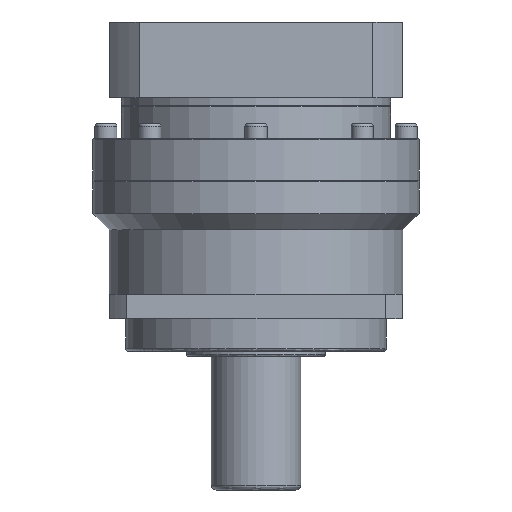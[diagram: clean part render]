
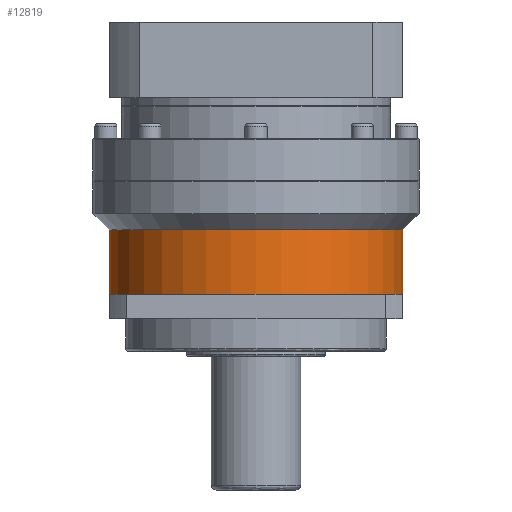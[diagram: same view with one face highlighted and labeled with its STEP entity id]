
A CAD part, front view. The second image highlights one B-rep face of the part: STEP entity #12819.
In plain terms, the highlighted cylindrical face has radius 90 mm (diameter 180 mm), a partial arc.
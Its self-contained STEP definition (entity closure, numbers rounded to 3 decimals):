
#74 = CARTESIAN_POINT ( 'NONE',  ( 0., 0., 120. ) ) ;
#343 = AXIS2_PLACEMENT_3D ( 'NONE', #9012, #8947, #8967 ) ;
#992 = LINE ( 'NONE', #6548, #8812 ) ;
#1057 = DIRECTION ( 'NONE',  ( 1., 0., 0. ) ) ;
#1384 = CARTESIAN_POINT ( 'NONE',  ( -90., 0., 120. ) ) ;
#1435 = DIRECTION ( 'NONE',  ( 0., 0., 1. ) ) ;
#1511 = DIRECTION ( 'NONE',  ( 0., 0., 1. ) ) ;
#1587 = VERTEX_POINT ( 'NONE', #3976 ) ;
#2059 = VERTEX_POINT ( 'NONE', #12286 ) ;
#2387 = AXIS2_PLACEMENT_3D ( 'NONE', #12414, #12370, #12324 ) ;
#2770 = ORIENTED_EDGE ( 'NONE', *, *, #4896, .F. ) ;
#2919 = CARTESIAN_POINT ( 'NONE',  ( -90., 0., 159.5 ) ) ;
#3066 = ORIENTED_EDGE ( 'NONE', *, *, #10538, .T. ) ;
#3327 = FACE_OUTER_BOUND ( 'NONE', #3678, .T. ) ;
#3678 = EDGE_LOOP ( 'NONE', ( #2770, #4976, #5509, #3066, #11868 ) ) ;
#3976 = CARTESIAN_POINT ( 'NONE',  ( 0., -90., 120. ) ) ;
#4470 = VERTEX_POINT ( 'NONE', #1384 ) ;
#4896 = EDGE_CURVE ( 'NONE', #4470, #12007, #5317, .T. ) ;
#4976 = ORIENTED_EDGE ( 'NONE', *, *, #7952, .T. ) ;
#5009 = VECTOR ( 'NONE', #7492, 1000. ) ;
#5085 = CARTESIAN_POINT ( 'NONE',  ( 90., 0., 159.5 ) ) ;
#5317 = LINE ( 'NONE', #7450, #5009 ) ;
#5509 = ORIENTED_EDGE ( 'NONE', *, *, #9482, .T. ) ;
#5564 = DIRECTION ( 'NONE',  ( 1., 0., 0. ) ) ;
#6158 = CIRCLE ( 'NONE', #2387, 90. ) ;
#6474 = CARTESIAN_POINT ( 'NONE',  ( 0., 0., 120. ) ) ;
#6486 = CIRCLE ( 'NONE', #11188, 90. ) ;
#6548 = CARTESIAN_POINT ( 'NONE',  ( 90., 0., 120. ) ) ;
#6820 = CIRCLE ( 'NONE', #343, 90. ) ;
#7075 = EDGE_CURVE ( 'NONE', #11328, #12007, #6820, .T. ) ;
#7152 = DIRECTION ( 'NONE',  ( 0., 0., 1. ) ) ;
#7450 = CARTESIAN_POINT ( 'NONE',  ( -90., 0., 120. ) ) ;
#7492 = DIRECTION ( 'NONE',  ( 0., 0., 1. ) ) ;
#7952 = EDGE_CURVE ( 'NONE', #4470, #1587, #6158, .T. ) ;
#8812 = VECTOR ( 'NONE', #1511, 1000. ) ;
#8947 = DIRECTION ( 'NONE',  ( 0., 0., -1. ) ) ;
#8967 = DIRECTION ( 'NONE',  ( 1., 0., 0. ) ) ;
#9012 = CARTESIAN_POINT ( 'NONE',  ( 0., 0., 159.5 ) ) ;
#9482 = EDGE_CURVE ( 'NONE', #1587, #2059, #6486, .T. ) ;
#10538 = EDGE_CURVE ( 'NONE', #2059, #11328, #992, .T. ) ;
#11188 = AXIS2_PLACEMENT_3D ( 'NONE', #74, #7152, #1057 ) ;
#11328 = VERTEX_POINT ( 'NONE', #5085 ) ;
#11548 = AXIS2_PLACEMENT_3D ( 'NONE', #6474, #1435, #5564 ) ;
#11868 = ORIENTED_EDGE ( 'NONE', *, *, #7075, .T. ) ;
#12007 = VERTEX_POINT ( 'NONE', #2919 ) ;
#12286 = CARTESIAN_POINT ( 'NONE',  ( 90., 0., 120. ) ) ;
#12324 = DIRECTION ( 'NONE',  ( 1., 0., 0. ) ) ;
#12370 = DIRECTION ( 'NONE',  ( 0., 0., 1. ) ) ;
#12414 = CARTESIAN_POINT ( 'NONE',  ( 0., 0., 120. ) ) ;
#12620 = CYLINDRICAL_SURFACE ( 'NONE', #11548, 90. ) ;
#12819 = ADVANCED_FACE ( 'NONE', ( #3327 ), #12620, .T. ) ;
